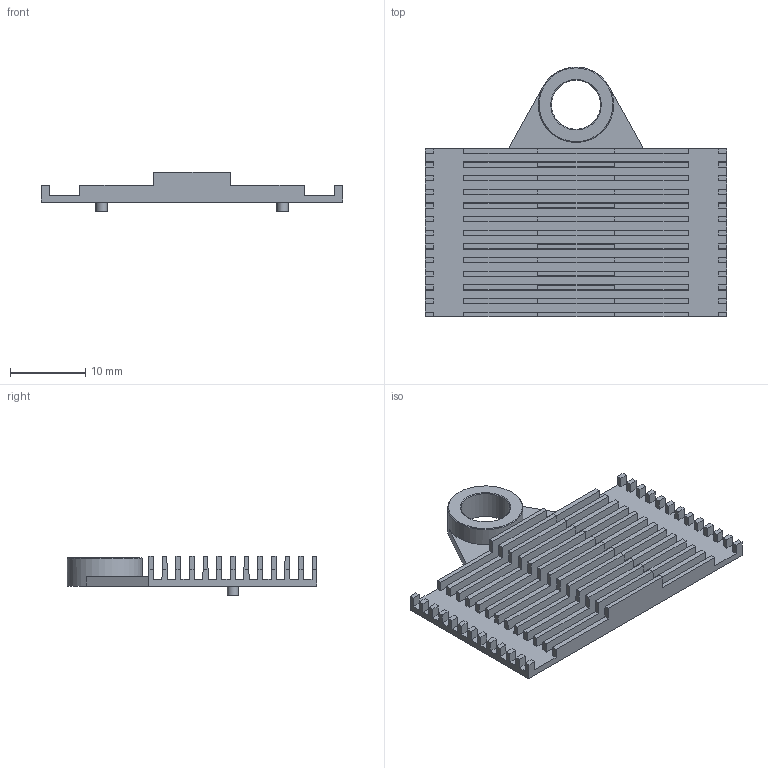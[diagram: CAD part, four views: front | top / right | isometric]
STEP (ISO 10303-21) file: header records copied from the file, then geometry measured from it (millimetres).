
FILE_DESCRIPTION(/* description */ (''),/* implementation_level */ '2;1');
FILE_NAME(/* name */ 'Spleisskassette - Kamm - ENG-015766.stp',/* time_stamp */ '2016-06-03T07:57:10+02:00',/* author */ ('zaharanski'),/* organization */ (''),/* preprocessor_version */ 'ST-DEVELOPER v15.6',/* originating_system */ 'Autodesk Inventor 2015',/* authorisation */ '');
FILE_SCHEMA (('AUTOMOTIVE_DESIGN { 1 0 10303 214 3 1 1 }'));
Length unit declared in the file: millimetre
Products named in the file (1): ENG-015766
Bounding box: 40 x 33.15 x 5.3 mm (x, y, z)
Volume: 1563.3 mm3; surface area: 3928.9 mm2
Topology: 1 solids, 1 shells, 235 faces, 656 edges, 436 vertices
Faces by surface type: plane 227, cone 4, cylinder 4
Full cylindrical faces by diameter (mm): 1.48 x2, 6.5 x1, 10 x1
Entity records: 7370 total; most frequent: CARTESIAN_POINT 1318, ORIENTED_EDGE 1294, DIRECTION 1132, EDGE_CURVE 647, LINE 634, VECTOR 634, VERTEX_POINT 435, EDGE_LOOP 258
